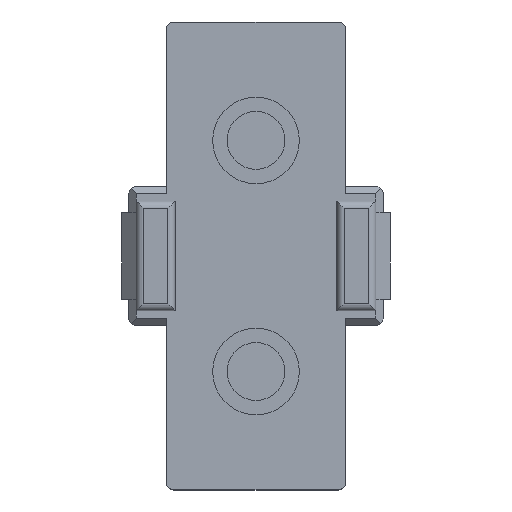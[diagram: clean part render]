
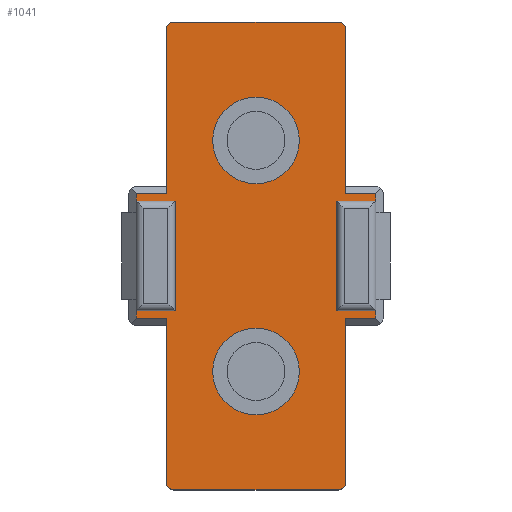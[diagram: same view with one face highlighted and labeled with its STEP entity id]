
A CAD part, top view. The second image highlights one B-rep face of the part: STEP entity #1041.
In plain terms, the highlighted face is planar.
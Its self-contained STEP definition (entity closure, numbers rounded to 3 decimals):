
#19=FACE_BOUND('',#136,.T.);
#20=FACE_BOUND('',#137,.T.);
#28=PLANE('',#1131);
#73=FACE_OUTER_BOUND('',#135,.T.);
#135=EDGE_LOOP('',(#766,#767,#768,#769,#770,#771,#772,#773,#774,#775,#776,
#777,#778,#779,#780,#781,#782,#783,#784,#785,#786,#787,#788,#789));
#136=EDGE_LOOP('',(#790));
#137=EDGE_LOOP('',(#791));
#226=LINE('',#1586,#342);
#230=LINE('',#1594,#346);
#235=LINE('',#1608,#351);
#239=LINE('',#1618,#355);
#240=LINE('',#1622,#356);
#241=LINE('',#1624,#357);
#242=LINE('',#1626,#358);
#243=LINE('',#1628,#359);
#244=LINE('',#1630,#360);
#245=LINE('',#1632,#361);
#246=LINE('',#1634,#362);
#247=LINE('',#1636,#363);
#248=LINE('',#1638,#364);
#249=LINE('',#1642,#365);
#250=LINE('',#1645,#366);
#251=LINE('',#1647,#367);
#252=LINE('',#1649,#368);
#253=LINE('',#1650,#369);
#254=LINE('',#1652,#370);
#255=LINE('',#1653,#371);
#342=VECTOR('',#1258,10.);
#346=VECTOR('',#1262,10.);
#351=VECTOR('',#1277,10.);
#355=VECTOR('',#1287,10.);
#356=VECTOR('',#1290,10.);
#357=VECTOR('',#1291,10.);
#358=VECTOR('',#1292,10.);
#359=VECTOR('',#1293,10.);
#360=VECTOR('',#1294,10.);
#361=VECTOR('',#1295,10.);
#362=VECTOR('',#1296,10.);
#363=VECTOR('',#1297,10.);
#364=VECTOR('',#1298,10.);
#365=VECTOR('',#1301,10.);
#366=VECTOR('',#1304,10.);
#367=VECTOR('',#1305,10.);
#368=VECTOR('',#1306,10.);
#369=VECTOR('',#1307,10.);
#370=VECTOR('',#1308,10.);
#371=VECTOR('',#1309,10.);
#449=CIRCLE('',#1130,0.5);
#450=CIRCLE('',#1132,0.5);
#451=CIRCLE('',#1133,0.5);
#452=CIRCLE('',#1134,0.5);
#453=CIRCLE('',#1135,3.);
#454=CIRCLE('',#1136,3.);
#485=VERTEX_POINT('',#1583);
#486=VERTEX_POINT('',#1585);
#489=VERTEX_POINT('',#1591);
#490=VERTEX_POINT('',#1593);
#494=VERTEX_POINT('',#1607);
#495=VERTEX_POINT('',#1611);
#496=VERTEX_POINT('',#1613);
#497=VERTEX_POINT('',#1617);
#498=VERTEX_POINT('',#1619);
#499=VERTEX_POINT('',#1621);
#500=VERTEX_POINT('',#1623);
#501=VERTEX_POINT('',#1625);
#502=VERTEX_POINT('',#1627);
#503=VERTEX_POINT('',#1629);
#504=VERTEX_POINT('',#1631);
#505=VERTEX_POINT('',#1633);
#506=VERTEX_POINT('',#1635);
#507=VERTEX_POINT('',#1637);
#508=VERTEX_POINT('',#1639);
#509=VERTEX_POINT('',#1641);
#510=VERTEX_POINT('',#1643);
#511=VERTEX_POINT('',#1646);
#512=VERTEX_POINT('',#1648);
#513=VERTEX_POINT('',#1651);
#514=VERTEX_POINT('',#1654);
#515=VERTEX_POINT('',#1656);
#584=EDGE_CURVE('',#485,#486,#226,.T.);
#588=EDGE_CURVE('',#489,#490,#230,.T.);
#595=EDGE_CURVE('',#490,#494,#235,.T.);
#598=EDGE_CURVE('',#495,#496,#449,.T.);
#600=EDGE_CURVE('',#495,#497,#239,.T.);
#601=EDGE_CURVE('',#498,#497,#450,.T.);
#602=EDGE_CURVE('',#498,#499,#240,.T.);
#603=EDGE_CURVE('',#500,#499,#241,.T.);
#604=EDGE_CURVE('',#501,#500,#242,.T.);
#605=EDGE_CURVE('',#501,#502,#243,.T.);
#606=EDGE_CURVE('',#502,#503,#244,.T.);
#607=EDGE_CURVE('',#503,#504,#245,.T.);
#608=EDGE_CURVE('',#505,#504,#246,.T.);
#609=EDGE_CURVE('',#506,#505,#247,.T.);
#610=EDGE_CURVE('',#506,#507,#248,.T.);
#611=EDGE_CURVE('',#508,#507,#451,.T.);
#612=EDGE_CURVE('',#508,#509,#249,.T.);
#613=EDGE_CURVE('',#510,#509,#452,.T.);
#614=EDGE_CURVE('',#510,#494,#250,.T.);
#615=EDGE_CURVE('',#489,#511,#251,.T.);
#616=EDGE_CURVE('',#511,#512,#252,.T.);
#617=EDGE_CURVE('',#512,#486,#253,.T.);
#618=EDGE_CURVE('',#513,#485,#254,.T.);
#619=EDGE_CURVE('',#513,#496,#255,.T.);
#620=EDGE_CURVE('',#514,#514,#453,.T.);
#621=EDGE_CURVE('',#515,#515,#454,.T.);
#766=ORIENTED_EDGE('',*,*,#598,.F.);
#767=ORIENTED_EDGE('',*,*,#600,.T.);
#768=ORIENTED_EDGE('',*,*,#601,.F.);
#769=ORIENTED_EDGE('',*,*,#602,.T.);
#770=ORIENTED_EDGE('',*,*,#603,.F.);
#771=ORIENTED_EDGE('',*,*,#604,.F.);
#772=ORIENTED_EDGE('',*,*,#605,.T.);
#773=ORIENTED_EDGE('',*,*,#606,.T.);
#774=ORIENTED_EDGE('',*,*,#607,.T.);
#775=ORIENTED_EDGE('',*,*,#608,.F.);
#776=ORIENTED_EDGE('',*,*,#609,.F.);
#777=ORIENTED_EDGE('',*,*,#610,.T.);
#778=ORIENTED_EDGE('',*,*,#611,.F.);
#779=ORIENTED_EDGE('',*,*,#612,.T.);
#780=ORIENTED_EDGE('',*,*,#613,.F.);
#781=ORIENTED_EDGE('',*,*,#614,.T.);
#782=ORIENTED_EDGE('',*,*,#595,.F.);
#783=ORIENTED_EDGE('',*,*,#588,.F.);
#784=ORIENTED_EDGE('',*,*,#615,.T.);
#785=ORIENTED_EDGE('',*,*,#616,.T.);
#786=ORIENTED_EDGE('',*,*,#617,.T.);
#787=ORIENTED_EDGE('',*,*,#584,.F.);
#788=ORIENTED_EDGE('',*,*,#618,.F.);
#789=ORIENTED_EDGE('',*,*,#619,.T.);
#790=ORIENTED_EDGE('',*,*,#620,.T.);
#791=ORIENTED_EDGE('',*,*,#621,.T.);
#1041=ADVANCED_FACE('',(#73,#19,#20),#28,.T.);
#1130=AXIS2_PLACEMENT_3D('',#1614,#1282,#1283);
#1131=AXIS2_PLACEMENT_3D('',#1616,#1285,#1286);
#1132=AXIS2_PLACEMENT_3D('',#1620,#1288,#1289);
#1133=AXIS2_PLACEMENT_3D('',#1640,#1299,#1300);
#1134=AXIS2_PLACEMENT_3D('',#1644,#1302,#1303);
#1135=AXIS2_PLACEMENT_3D('',#1655,#1310,#1311);
#1136=AXIS2_PLACEMENT_3D('',#1657,#1312,#1313);
#1258=DIRECTION('',(0.,0.,1.));
#1262=DIRECTION('',(0.,0.,1.));
#1277=DIRECTION('',(1.,0.,0.));
#1282=DIRECTION('center_axis',(0.,1.,0.));
#1283=DIRECTION('ref_axis',(-0.707,0.,-0.707));
#1285=DIRECTION('center_axis',(0.,-1.,0.));
#1286=DIRECTION('ref_axis',(0.,0.,-1.));
#1287=DIRECTION('',(1.,0.,0.));
#1288=DIRECTION('center_axis',(0.,1.,0.));
#1289=DIRECTION('ref_axis',(0.707,0.,-0.707));
#1290=DIRECTION('',(0.,0.,1.));
#1291=DIRECTION('',(-1.,0.,0.));
#1292=DIRECTION('',(0.,0.,-1.));
#1293=DIRECTION('',(-1.,0.,0.));
#1294=DIRECTION('',(0.,0.,1.));
#1295=DIRECTION('',(1.,0.,0.));
#1296=DIRECTION('',(0.,0.,-1.));
#1297=DIRECTION('',(1.,0.,0.));
#1298=DIRECTION('',(0.,0.,1.));
#1299=DIRECTION('center_axis',(0.,1.,0.));
#1300=DIRECTION('ref_axis',(0.707,0.,0.707));
#1301=DIRECTION('',(-1.,0.,0.));
#1302=DIRECTION('center_axis',(0.,1.,0.));
#1303=DIRECTION('ref_axis',(-0.707,0.,0.707));
#1304=DIRECTION('',(0.,0.,-1.));
#1305=DIRECTION('',(1.,0.,0.));
#1306=DIRECTION('',(0.,0.,-1.));
#1307=DIRECTION('',(-1.,0.,0.));
#1308=DIRECTION('',(-1.,0.,0.));
#1309=DIRECTION('',(0.,0.,-1.));
#1310=DIRECTION('center_axis',(0.,1.,0.));
#1311=DIRECTION('ref_axis',(1.,0.,0.));
#1312=DIRECTION('center_axis',(0.,1.,0.));
#1313=DIRECTION('ref_axis',(1.,0.,0.));
#1583=CARTESIAN_POINT('',(-8.3,-2.6,-4.3));
#1585=CARTESIAN_POINT('',(-8.3,-2.6,-3.8));
#1586=CARTESIAN_POINT('',(-8.3,-2.6,2.4));
#1591=CARTESIAN_POINT('',(-8.3,-2.6,3.8));
#1593=CARTESIAN_POINT('',(-8.3,-2.6,4.3));
#1594=CARTESIAN_POINT('',(-8.3,-2.6,2.4));
#1607=CARTESIAN_POINT('',(-6.2,-2.6,4.3));
#1608=CARTESIAN_POINT('',(-3.1,-2.6,4.3));
#1611=CARTESIAN_POINT('',(-5.7,-2.6,-16.2));
#1613=CARTESIAN_POINT('',(-6.2,-2.6,-15.7));
#1614=CARTESIAN_POINT('Origin',(-5.7,-2.6,-15.7));
#1616=CARTESIAN_POINT('Origin',(0.,-2.6,0.));
#1617=CARTESIAN_POINT('',(5.7,-2.6,-16.2));
#1618=CARTESIAN_POINT('',(-3.1,-2.6,-16.2));
#1619=CARTESIAN_POINT('',(6.2,-2.6,-15.7));
#1620=CARTESIAN_POINT('Origin',(5.7,-2.6,-15.7));
#1621=CARTESIAN_POINT('',(6.2,-2.6,-4.3));
#1622=CARTESIAN_POINT('',(6.2,-2.6,-8.1));
#1623=CARTESIAN_POINT('',(8.3,-2.6,-4.3));
#1624=CARTESIAN_POINT('',(3.1,-2.6,-4.3));
#1625=CARTESIAN_POINT('',(8.3,-2.6,-3.8));
#1626=CARTESIAN_POINT('',(8.3,-2.6,-2.4));
#1627=CARTESIAN_POINT('',(5.6,-2.6,-3.8));
#1628=CARTESIAN_POINT('',(2.8,-2.6,-3.8));
#1629=CARTESIAN_POINT('',(5.6,-2.6,3.8));
#1630=CARTESIAN_POINT('',(5.6,-2.6,1.9));
#1631=CARTESIAN_POINT('',(8.3,-2.6,3.8));
#1632=CARTESIAN_POINT('',(4.15,-2.6,3.8));
#1633=CARTESIAN_POINT('',(8.3,-2.6,4.3));
#1634=CARTESIAN_POINT('',(8.3,-2.6,-2.4));
#1635=CARTESIAN_POINT('',(6.2,-2.6,4.3));
#1636=CARTESIAN_POINT('',(4.4,-2.6,4.3));
#1637=CARTESIAN_POINT('',(6.2,-2.6,15.7));
#1638=CARTESIAN_POINT('',(6.2,-2.6,2.4));
#1639=CARTESIAN_POINT('',(5.7,-2.6,16.2));
#1640=CARTESIAN_POINT('Origin',(5.7,-2.6,15.7));
#1641=CARTESIAN_POINT('',(-5.7,-2.6,16.2));
#1642=CARTESIAN_POINT('',(3.1,-2.6,16.2));
#1643=CARTESIAN_POINT('',(-6.2,-2.6,15.7));
#1644=CARTESIAN_POINT('Origin',(-5.7,-2.6,15.7));
#1645=CARTESIAN_POINT('',(-6.2,-2.6,8.1));
#1646=CARTESIAN_POINT('',(-5.6,-2.6,3.8));
#1647=CARTESIAN_POINT('',(-2.8,-2.6,3.8));
#1648=CARTESIAN_POINT('',(-5.6,-2.6,-3.8));
#1649=CARTESIAN_POINT('',(-5.6,-2.6,-1.9));
#1650=CARTESIAN_POINT('',(-4.15,-2.6,-3.8));
#1651=CARTESIAN_POINT('',(-6.2,-2.6,-4.3));
#1652=CARTESIAN_POINT('',(-4.4,-2.6,-4.3));
#1653=CARTESIAN_POINT('',(-6.2,-2.6,-2.4));
#1654=CARTESIAN_POINT('',(-3.,-2.6,8.));
#1655=CARTESIAN_POINT('Origin',(0.,-2.6,8.));
#1656=CARTESIAN_POINT('',(-3.,-2.6,-8.));
#1657=CARTESIAN_POINT('Origin',(0.,-2.6,-8.));
